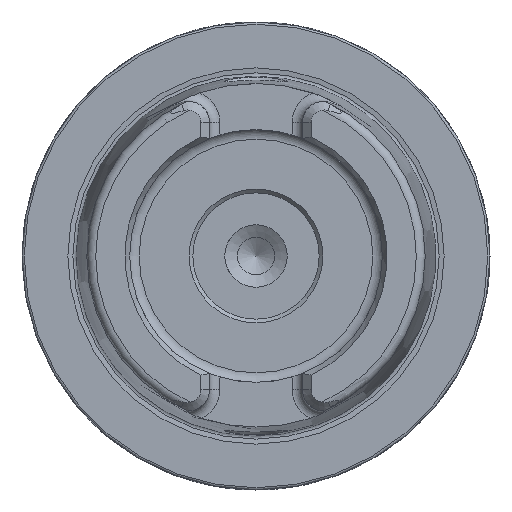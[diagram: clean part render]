
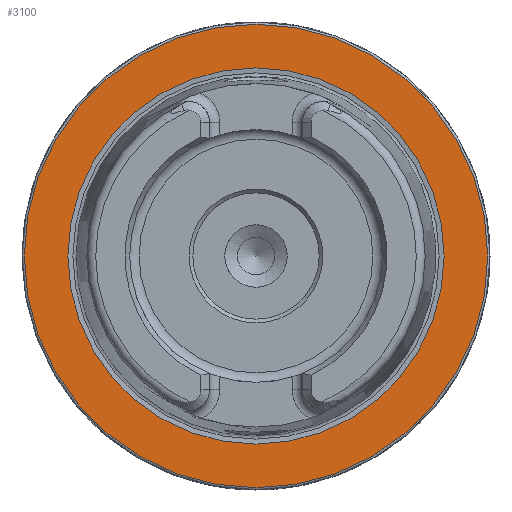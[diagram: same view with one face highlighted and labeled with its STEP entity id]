
A CAD part, left-side view. The second image highlights one B-rep face of the part: STEP entity #3100.
In plain terms, the highlighted planar face has unit normal (-1, 0, 0).
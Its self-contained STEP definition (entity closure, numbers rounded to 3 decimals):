
#248 = DIRECTION ( 'NONE',  ( 0., 0., 1. ) ) ;
#2028 = ORIENTED_EDGE ( 'NONE', *, *, #8144, .F. ) ;
#2825 = AXIS2_PLACEMENT_3D ( 'NONE', #6238, #3296, #7593 ) ;
#2949 = CARTESIAN_POINT ( 'NONE',  ( 0., 31.2, 0. ) ) ;
#3014 = AXIS2_PLACEMENT_3D ( 'NONE', #8419, #8449, #248 ) ;
#3100 = ADVANCED_FACE ( 'NONE', ( #4612, #8277 ), #3675, .F. ) ;
#3296 = DIRECTION ( 'NONE',  ( -1., 0., 0. ) ) ;
#3611 = DIRECTION ( 'NONE',  ( 0., 0., -1. ) ) ;
#3675 = PLANE ( 'NONE',  #7737 ) ;
#4051 = CARTESIAN_POINT ( 'NONE',  ( 0., 0., 25.324 ) ) ;
#4395 = CIRCLE ( 'NONE', #2825, 25.324 ) ;
#4612 = FACE_BOUND ( 'NONE', #6628, .T. ) ;
#4933 = VERTEX_POINT ( 'NONE', #4051 ) ;
#5119 = DIRECTION ( 'NONE',  ( 1., 0., 0. ) ) ;
#5904 = ORIENTED_EDGE ( 'NONE', *, *, #6231, .T. ) ;
#5922 = EDGE_LOOP ( 'NONE', ( #5904 ) ) ;
#6231 = EDGE_CURVE ( 'NONE', #6434, #6434, #7427, .T. ) ;
#6238 = CARTESIAN_POINT ( 'NONE',  ( 0., 0., 0. ) ) ;
#6434 = VERTEX_POINT ( 'NONE', #8508 ) ;
#6628 = EDGE_LOOP ( 'NONE', ( #2028 ) ) ;
#7427 = CIRCLE ( 'NONE', #3014, 31.2 ) ;
#7593 = DIRECTION ( 'NONE',  ( 0., 0., 1. ) ) ;
#7737 = AXIS2_PLACEMENT_3D ( 'NONE', #2949, #5119, #3611 ) ;
#8144 = EDGE_CURVE ( 'NONE', #4933, #4933, #4395, .T. ) ;
#8277 = FACE_OUTER_BOUND ( 'NONE', #5922, .T. ) ;
#8419 = CARTESIAN_POINT ( 'NONE',  ( 0., 0., 0. ) ) ;
#8449 = DIRECTION ( 'NONE',  ( -1., 0., 0. ) ) ;
#8508 = CARTESIAN_POINT ( 'NONE',  ( 0., 0., 31.2 ) ) ;
